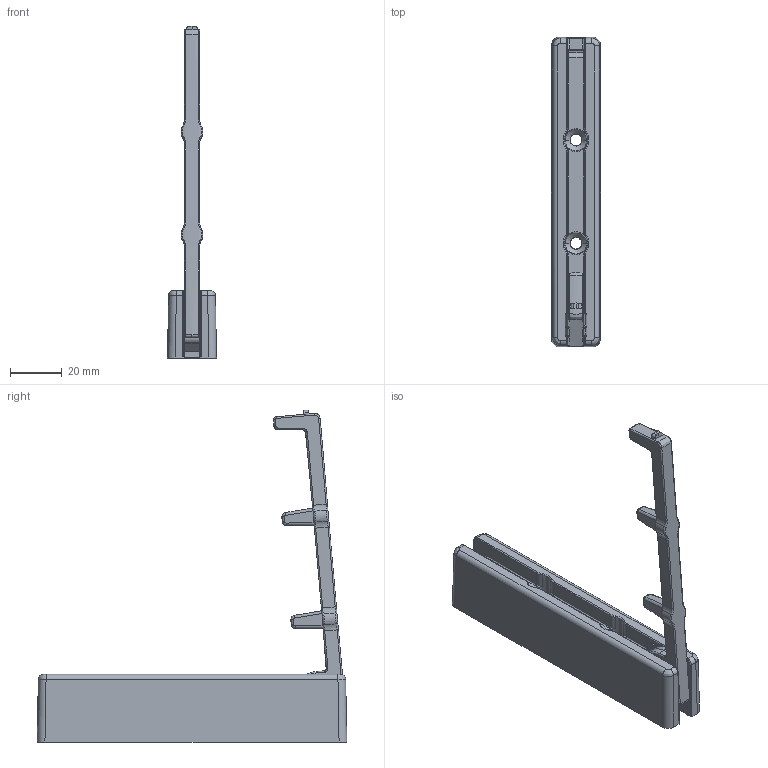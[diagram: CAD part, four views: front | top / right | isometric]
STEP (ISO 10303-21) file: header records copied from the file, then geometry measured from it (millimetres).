
FILE_DESCRIPTION(('Creo Elements/Direct Modeling STEP Export'),'2;1');
FILE_NAME('2295-121.stp','2022-05-04T10:45:50',(''),(''),'Creo Elements/Direct Modeling STEP processor for AP214 (Solid Model)','Creo Elements/Direct Modeling 20.0 12-Nov-2016 (C) Parametric Technology GmbH','');
FILE_SCHEMA(('AUTOMOTIVE_DESIGN { 1 0 10303 214 1 1 1 1 }'));
Length unit declared in the file: millimetre
Products named in the file (8): Niet; Haken; Schraube; Lager; Feder; Abdeckung; Schraube.01; Haken_gesamt_offen
Assembly tree (7 placements, depth 2):
  Haken_gesamt_offen
    Schraube.01
    Abdeckung
    Feder
    Lager
    Schraube
    Haken
    Niet
Bounding box: 19 x 120 x 128.69 mm (x, y, z)
Volume: 34261.1 mm3; surface area: 34848.9 mm2
Topology: 7 solids, 7 shells, 984 faces, 2576 edges, 1597 vertices
Faces by surface type: plane 375, bspline 265, cylinder 227, cone 67, torus 21, extrusion 19, sphere 10
Entity records: 67434 total; most frequent: CARTESIAN_POINT 46884, ORIENTED_EDGE 5104, DIRECTION 3011, EDGE_CURVE 2552, VERTEX_POINT 1597, VECTOR 1257, LINE 1238, EDGE_LOOP 1029
